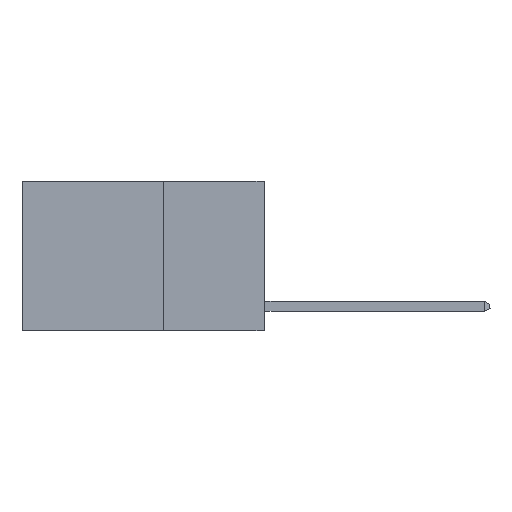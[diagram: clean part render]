
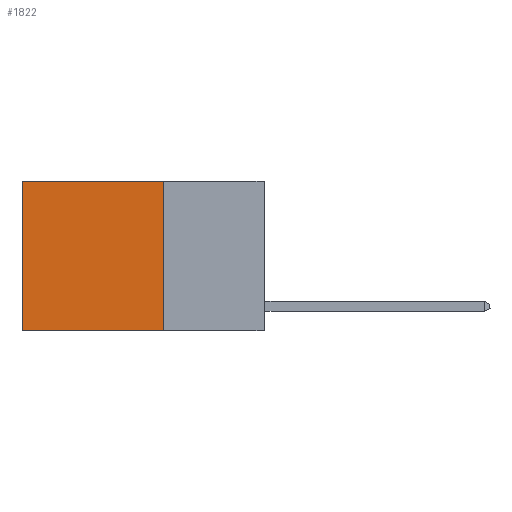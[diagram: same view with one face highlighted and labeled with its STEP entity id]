
A CAD part, left-side view. The second image highlights one B-rep face of the part: STEP entity #1822.
In plain terms, the highlighted planar face has unit normal (-1, 0, 0).
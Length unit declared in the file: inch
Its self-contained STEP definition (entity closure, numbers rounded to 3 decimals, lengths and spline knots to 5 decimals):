
#146 = VECTOR ( 'NONE', #10846, 39.37008 ) ;
#249 = VERTEX_POINT ( 'NONE', #12149 ) ;
#318 = VECTOR ( 'NONE', #5114, 39.37008 ) ;
#618 = EDGE_CURVE ( 'NONE', #11328, #13496, #10838, .T. ) ;
#713 = AXIS2_PLACEMENT_3D ( 'NONE', #1383, #4573, #5806 ) ;
#940 = CARTESIAN_POINT ( 'NONE',  ( 0.2625, 0.6, 0. ) ) ;
#1383 = CARTESIAN_POINT ( 'NONE',  ( 0.2625, 0.25, 0. ) ) ;
#1822 = ADVANCED_FACE ( 'NONE', ( #2476 ), #6970, .F. ) ;
#2476 = FACE_OUTER_BOUND ( 'NONE', #5541, .T. ) ;
#2956 = ORIENTED_EDGE ( 'NONE', *, *, #9313, .F. ) ;
#4573 = DIRECTION ( 'NONE',  ( 1., 0., 0. ) ) ;
#5114 = DIRECTION ( 'NONE',  ( 0., 1., 0. ) ) ;
#5541 = EDGE_LOOP ( 'NONE', ( #8267, #6694, #2956, #12998 ) ) ;
#5806 = DIRECTION ( 'NONE',  ( 0., 0., -1. ) ) ;
#6234 = CARTESIAN_POINT ( 'NONE',  ( 0.2625, 0.25, 0. ) ) ;
#6342 = CARTESIAN_POINT ( 'NONE',  ( 0.2625, 0.6, -0.37 ) ) ;
#6416 = CARTESIAN_POINT ( 'NONE',  ( 0.2625, 0.25, 0. ) ) ;
#6694 = ORIENTED_EDGE ( 'NONE', *, *, #6736, .F. ) ;
#6736 = EDGE_CURVE ( 'NONE', #8437, #13496, #9622, .T. ) ;
#6970 = PLANE ( 'NONE',  #713 ) ;
#8267 = ORIENTED_EDGE ( 'NONE', *, *, #618, .T. ) ;
#8407 = LINE ( 'NONE', #6234, #9787 ) ;
#8437 = VERTEX_POINT ( 'NONE', #13922 ) ;
#9313 = EDGE_CURVE ( 'NONE', #249, #8437, #8407, .T. ) ;
#9500 = DIRECTION ( 'NONE',  ( 0., 0., -1. ) ) ;
#9622 = LINE ( 'NONE', #12757, #318 ) ;
#9787 = VECTOR ( 'NONE', #9500, 39.37008 ) ;
#9957 = VECTOR ( 'NONE', #13087, 39.37008 ) ;
#10838 = LINE ( 'NONE', #940, #9957 ) ;
#10846 = DIRECTION ( 'NONE',  ( 0., 1., 0. ) ) ;
#11328 = VERTEX_POINT ( 'NONE', #12666 ) ;
#12149 = CARTESIAN_POINT ( 'NONE',  ( 0.2625, 0.25, 0. ) ) ;
#12666 = CARTESIAN_POINT ( 'NONE',  ( 0.2625, 0.6, 0. ) ) ;
#12757 = CARTESIAN_POINT ( 'NONE',  ( 0.2625, 0.25, -0.37 ) ) ;
#12998 = ORIENTED_EDGE ( 'NONE', *, *, #13543, .T. ) ;
#13087 = DIRECTION ( 'NONE',  ( 0., 0., -1. ) ) ;
#13496 = VERTEX_POINT ( 'NONE', #6342 ) ;
#13543 = EDGE_CURVE ( 'NONE', #249, #11328, #13978, .T. ) ;
#13922 = CARTESIAN_POINT ( 'NONE',  ( 0.2625, 0.25, -0.37 ) ) ;
#13978 = LINE ( 'NONE', #6416, #146 ) ;
